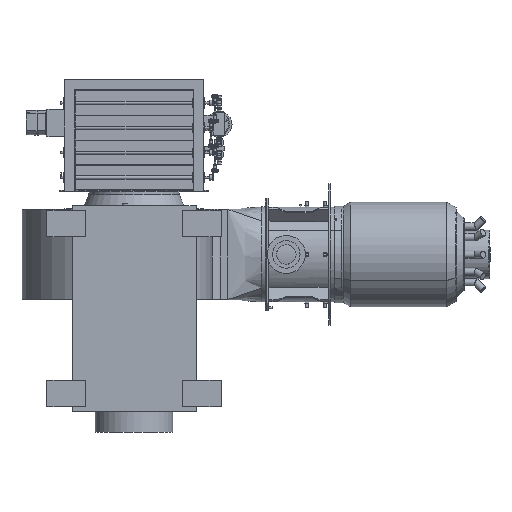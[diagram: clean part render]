
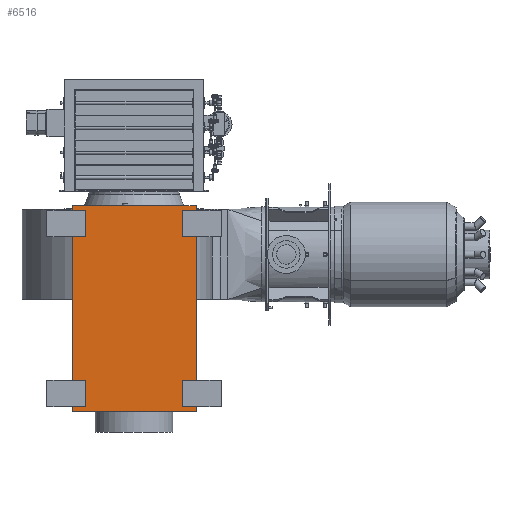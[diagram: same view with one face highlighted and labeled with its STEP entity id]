
A CAD part, front view. The second image highlights one B-rep face of the part: STEP entity #6516.
In plain terms, the highlighted planar face has unit normal (0, -1, 0).
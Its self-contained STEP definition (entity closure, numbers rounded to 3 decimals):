
#6516=ADVANCED_FACE('',(#15374,#15376,#15378,#15380,#15382),#15384,.T.);
#15374=FACE_BOUND('',#15375,.T.);
#15375=EDGE_LOOP('',(#21677,#21678,#21679,#21680));
#15376=FACE_BOUND('',#15377,.T.);
#15377=EDGE_LOOP('',(#21681,#21682));
#15378=FACE_BOUND('',#15379,.T.);
#15379=EDGE_LOOP('',(#21683,#21684));
#15380=FACE_BOUND('',#15381,.T.);
#15381=EDGE_LOOP('',(#21685,#21686));
#15382=FACE_BOUND('',#15383,.T.);
#15383=EDGE_LOOP('',(#21687,#21688));
#15384=PLANE('',#15385);
#15385=AXIS2_PLACEMENT_3D('',#15386,#15387,#15388);
#15386=CARTESIAN_POINT('',(-506.319,-644.663,-877.4));
#15387=DIRECTION('',(0.,-1.,0.));
#15388=DIRECTION('',(0.,0.,-1.));
#21677=ORIENTED_EDGE('',*,*,#24916,.F.);
#21678=ORIENTED_EDGE('',*,*,#24917,.F.);
#21679=ORIENTED_EDGE('',*,*,#24918,.T.);
#21680=ORIENTED_EDGE('',*,*,#24919,.T.);
#21681=ORIENTED_EDGE('',*,*,#24920,.F.);
#21682=ORIENTED_EDGE('',*,*,#24921,.F.);
#21683=ORIENTED_EDGE('',*,*,#24922,.F.);
#21684=ORIENTED_EDGE('',*,*,#24923,.F.);
#21685=ORIENTED_EDGE('',*,*,#24924,.F.);
#21686=ORIENTED_EDGE('',*,*,#24925,.F.);
#21687=ORIENTED_EDGE('',*,*,#24926,.F.);
#21688=ORIENTED_EDGE('',*,*,#24927,.F.);
#24916=EDGE_CURVE('',#28622,#28623,#28624,.T.);
#24917=EDGE_CURVE('',#28625,#28622,#28626,.T.);
#24918=EDGE_CURVE('',#28625,#28627,#28628,.T.);
#24919=EDGE_CURVE('',#28627,#28623,#28629,.T.);
#24920=EDGE_CURVE('',#28630,#28631,#28632,.T.);
#24921=EDGE_CURVE('',#28631,#28630,#28633,.T.);
#24922=EDGE_CURVE('',#28634,#28635,#28636,.T.);
#24923=EDGE_CURVE('',#28635,#28634,#28637,.T.);
#24924=EDGE_CURVE('',#28638,#28639,#28640,.T.);
#24925=EDGE_CURVE('',#28639,#28638,#28641,.T.);
#24926=EDGE_CURVE('',#28642,#28643,#28644,.T.);
#24927=EDGE_CURVE('',#28643,#28642,#28645,.T.);
#28622=VERTEX_POINT('',#45479);
#28623=VERTEX_POINT('',#45480);
#28624=LINE('',#45481,#45482);
#28625=VERTEX_POINT('',#45484);
#28626=LINE('',#45485,#45486);
#28627=VERTEX_POINT('',#45488);
#28628=LINE('',#45489,#45490);
#28629=LINE('',#45492,#45493);
#28630=VERTEX_POINT('',#45495);
#28631=VERTEX_POINT('',#45496);
#28632=CIRCLE('',#45497,37.5);
#28633=CIRCLE('',#45501,37.5);
#28634=VERTEX_POINT('',#45505);
#28635=VERTEX_POINT('',#45506);
#28636=CIRCLE('',#45507,37.5);
#28637=CIRCLE('',#45511,37.5);
#28638=VERTEX_POINT('',#45515);
#28639=VERTEX_POINT('',#45516);
#28640=CIRCLE('',#45517,37.5);
#28641=CIRCLE('',#45521,37.5);
#28642=VERTEX_POINT('',#45525);
#28643=VERTEX_POINT('',#45526);
#28644=CIRCLE('',#45527,37.5);
#28645=CIRCLE('',#45531,37.5);
#45479=CARTESIAN_POINT('',(-1126.319,-644.663,282.6));
#45480=CARTESIAN_POINT('',(-426.319,-644.663,282.6));
#45481=CARTESIAN_POINT('',(-1126.319,-644.663,282.6));
#45482=VECTOR('',#45483,1.);
#45483=DIRECTION('',(1.,0.,0.));
#45484=CARTESIAN_POINT('',(-1126.319,-644.663,-877.4));
#45485=CARTESIAN_POINT('',(-1126.319,-644.663,-877.4));
#45486=VECTOR('',#45487,1.);
#45487=DIRECTION('',(0.,0.,1.));
#45488=CARTESIAN_POINT('',(-426.319,-644.663,-877.4));
#45489=CARTESIAN_POINT('',(-1126.319,-644.663,-877.4));
#45490=VECTOR('',#45491,1.);
#45491=DIRECTION('',(1.,0.,0.));
#45492=CARTESIAN_POINT('',(-426.319,-644.663,-877.4));
#45493=VECTOR('',#45494,1.);
#45494=DIRECTION('',(0.,0.,1.));
#45495=CARTESIAN_POINT('',(-492.835,-644.663,-750.883));
#45496=CARTESIAN_POINT('',(-466.319,-644.663,-739.9));
#45497=AXIS2_PLACEMENT_3D('',#45498,#45499,#45500);
#45498=CARTESIAN_POINT('',(-466.319,-644.663,-777.4));
#45499=DIRECTION('',(0.,-1.,0.));
#45500=DIRECTION('',(-0.707,0.,0.707));
#45501=AXIS2_PLACEMENT_3D('',#45502,#45503,#45504);
#45502=CARTESIAN_POINT('',(-466.319,-644.663,-777.4));
#45503=DIRECTION('',(0.,-1.,0.));
#45504=DIRECTION('',(0.,0.,1.));
#45505=CARTESIAN_POINT('',(-1112.835,-644.663,156.083));
#45506=CARTESIAN_POINT('',(-1086.319,-644.663,220.1));
#45507=AXIS2_PLACEMENT_3D('',#45508,#45509,#45510);
#45508=CARTESIAN_POINT('',(-1086.319,-644.663,182.6));
#45509=DIRECTION('',(0.,-1.,0.));
#45510=DIRECTION('',(-0.707,0.,-0.707));
#45511=AXIS2_PLACEMENT_3D('',#45512,#45513,#45514);
#45512=CARTESIAN_POINT('',(-1086.319,-644.663,182.6));
#45513=DIRECTION('',(0.,-1.,0.));
#45514=DIRECTION('',(0.,0.,1.));
#45515=CARTESIAN_POINT('',(-1112.835,-644.663,-803.917));
#45516=CARTESIAN_POINT('',(-1086.319,-644.663,-739.9));
#45517=AXIS2_PLACEMENT_3D('',#45518,#45519,#45520);
#45518=CARTESIAN_POINT('',(-1086.319,-644.663,-777.4));
#45519=DIRECTION('',(0.,-1.,0.));
#45520=DIRECTION('',(-0.707,0.,-0.707));
#45521=AXIS2_PLACEMENT_3D('',#45522,#45523,#45524);
#45522=CARTESIAN_POINT('',(-1086.319,-644.663,-777.4));
#45523=DIRECTION('',(0.,-1.,0.));
#45524=DIRECTION('',(0.,0.,1.));
#45525=CARTESIAN_POINT('',(-492.835,-644.663,209.117));
#45526=CARTESIAN_POINT('',(-466.319,-644.663,220.1));
#45527=AXIS2_PLACEMENT_3D('',#45528,#45529,#45530);
#45528=CARTESIAN_POINT('',(-466.319,-644.663,182.6));
#45529=DIRECTION('',(0.,-1.,0.));
#45530=DIRECTION('',(-0.707,0.,0.707));
#45531=AXIS2_PLACEMENT_3D('',#45532,#45533,#45534);
#45532=CARTESIAN_POINT('',(-466.319,-644.663,182.6));
#45533=DIRECTION('',(0.,-1.,0.));
#45534=DIRECTION('',(0.,0.,1.));
